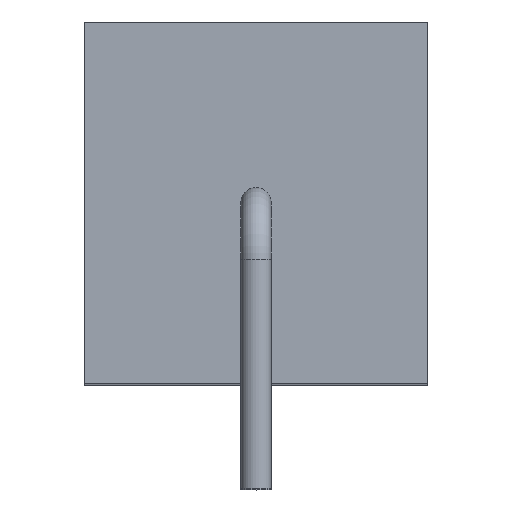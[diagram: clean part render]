
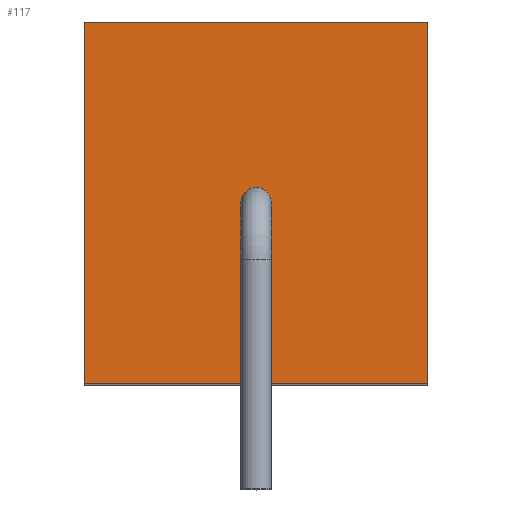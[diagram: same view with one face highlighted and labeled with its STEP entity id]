
A CAD part, top view. The second image highlights one B-rep face of the part: STEP entity #117.
In plain terms, the highlighted planar face has unit normal (0, 0, 1).
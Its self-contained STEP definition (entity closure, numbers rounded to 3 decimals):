
#117=ADVANCED_FACE('',(#260),#262,.T.);
#260=FACE_BOUND('',#261,.T.);
#261=EDGE_LOOP('',(#375,#376,#377,#378));
#262=PLANE('',#263);
#263=AXIS2_PLACEMENT_3D('',#264,#265,#266);
#264=CARTESIAN_POINT('',(0.,0.,11.));
#265=DIRECTION('',(0.,0.,1.));
#266=DIRECTION('',(1.,0.,0.));
#375=ORIENTED_EDGE('',*,*,#404,.T.);
#376=ORIENTED_EDGE('',*,*,#408,.T.);
#377=ORIENTED_EDGE('',*,*,#411,.T.);
#378=ORIENTED_EDGE('',*,*,#413,.T.);
#404=EDGE_CURVE('',#430,#428,#431,.T.);
#408=EDGE_CURVE('',#428,#435,#437,.T.);
#411=EDGE_CURVE('',#435,#440,#442,.T.);
#413=EDGE_CURVE('',#440,#430,#444,.T.);
#428=VERTEX_POINT('',#476);
#430=VERTEX_POINT('',#480);
#431=LINE('',#481,#482);
#435=VERTEX_POINT('',#491);
#437=LINE('',#495,#496);
#440=VERTEX_POINT('',#502);
#442=LINE('',#506,#507);
#444=LINE('',#512,#513);
#476=CARTESIAN_POINT('',(4.5,9.5,11.));
#480=CARTESIAN_POINT('',(4.5,0.,11.));
#481=CARTESIAN_POINT('',(4.5,0.,11.));
#482=VECTOR('',#483,1.);
#483=DIRECTION('',(0.,1.,0.));
#491=CARTESIAN_POINT('',(-4.5,9.5,11.));
#495=CARTESIAN_POINT('',(4.5,9.5,11.));
#496=VECTOR('',#497,1.);
#497=DIRECTION('',(-1.,0.,0.));
#502=CARTESIAN_POINT('',(-4.5,0.,11.));
#506=CARTESIAN_POINT('',(-4.5,9.5,11.));
#507=VECTOR('',#508,1.);
#508=DIRECTION('',(0.,-1.,0.));
#512=CARTESIAN_POINT('',(-4.5,0.,11.));
#513=VECTOR('',#514,1.);
#514=DIRECTION('',(1.,0.,0.));
